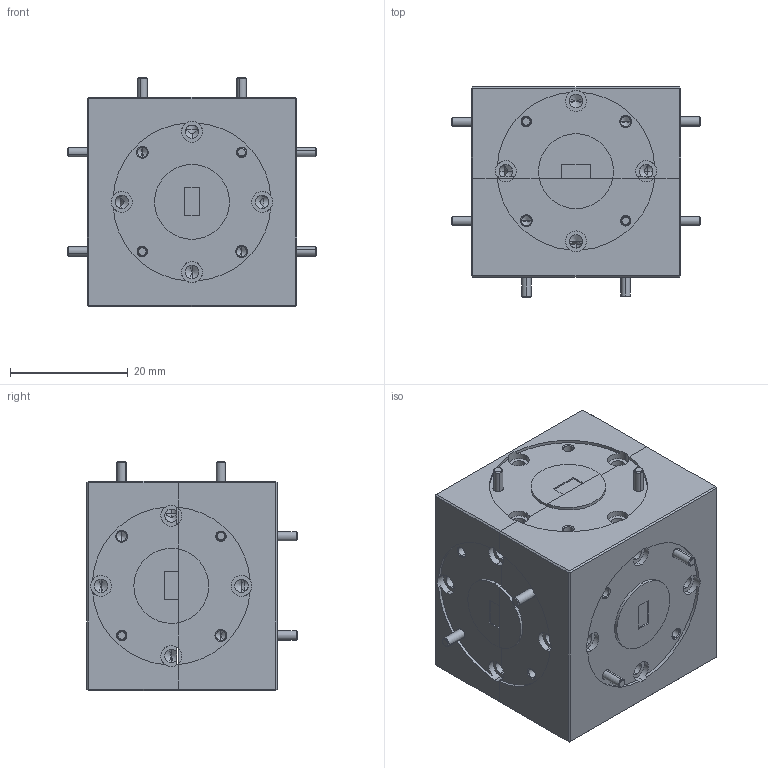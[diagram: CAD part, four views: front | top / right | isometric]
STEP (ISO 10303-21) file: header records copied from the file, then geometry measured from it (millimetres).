
FILE_DESCRIPTION (( 'STEP AP203' ), '1' );
FILE_NAME ('SWM-40360320-19-SB .STEP', '2022-02-09T00:16:56', ( '' ), ( '' ), 'SwSTEP 2.0', 'SolidWorks 2021', '' );
FILE_SCHEMA (( 'CONFIG_CONTROL_DESIGN' ));
Length unit declared in the file: inch
Products named in the file (1): SWM-40360320-19-SB 
Bounding box: 42.29 x 35.62 x 38.94 mm (x, y, z)
Volume: 38500.8 mm3; surface area: 13143.5 mm2
Topology: 18 solids, 18 shells, 1202 faces, 3095 edges, 1940 vertices
Faces by surface type: plane 508, cylinder 246, bspline 230, cone 218
Entity records: 43867 total; most frequent: CARTESIAN_POINT 16190, ORIENTED_EDGE 6034, DIRECTION 5088, EDGE_CURVE 3017, VERTEX_POINT 1940, LINE 1828, VECTOR 1828, AXIS2_PLACEMENT_3D 1630
